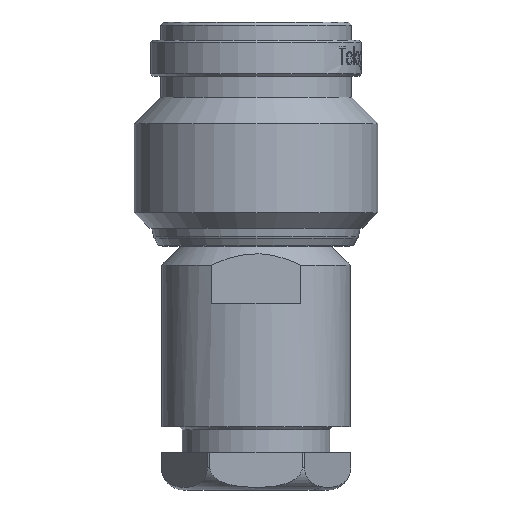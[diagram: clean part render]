
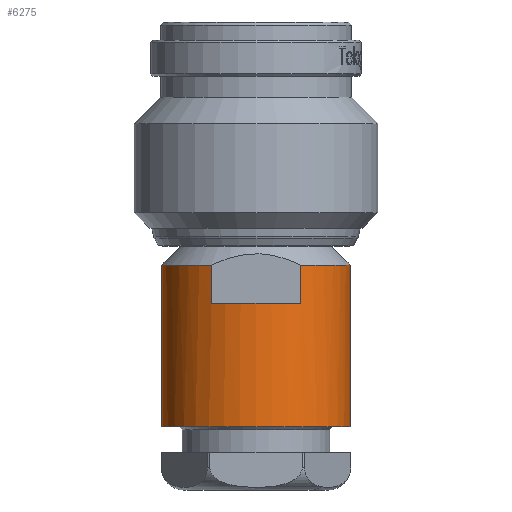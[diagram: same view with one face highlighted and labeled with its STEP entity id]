
A CAD part, front view. The second image highlights one B-rep face of the part: STEP entity #6275.
In plain terms, the highlighted cylindrical face has radius 6.25 mm (diameter 12.5 mm), a partial arc.
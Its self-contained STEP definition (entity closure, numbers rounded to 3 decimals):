
#188 = CARTESIAN_POINT ( 'NONE',  ( 0., 0., 0. ) ) ;
#377 = VECTOR ( 'NONE', #4727, 1000. ) ;
#423 = CARTESIAN_POINT ( 'NONE',  ( -6.25, 0., -26. ) ) ;
#506 = CARTESIAN_POINT ( 'NONE',  ( 0., 0., -15.25 ) ) ;
#779 = FACE_OUTER_BOUND ( 'NONE', #16859, .T. ) ;
#839 = ORIENTED_EDGE ( 'NONE', *, *, #8712, .T. ) ;
#904 = CARTESIAN_POINT ( 'NONE',  ( -2.969, -5.5, -15.25 ) ) ;
#1105 = DIRECTION ( 'NONE',  ( 0., 0., -1. ) ) ;
#1246 = EDGE_CURVE ( 'NONE', #13628, #3387, #18259, .T. ) ;
#1992 = DIRECTION ( 'NONE',  ( 1., 0., 0. ) ) ;
#2175 = AXIS2_PLACEMENT_3D ( 'NONE', #188, #4661, #12047 ) ;
#2563 = CIRCLE ( 'NONE', #8338, 6.25 ) ;
#3048 = VERTEX_POINT ( 'NONE', #9145 ) ;
#3089 = VECTOR ( 'NONE', #5852, 1000. ) ;
#3113 = CARTESIAN_POINT ( 'NONE',  ( 0., 0., -26. ) ) ;
#3387 = VERTEX_POINT ( 'NONE', #14266 ) ;
#3500 = VECTOR ( 'NONE', #15346, 1000. ) ;
#4045 = CARTESIAN_POINT ( 'NONE',  ( 6.25, 0., -26. ) ) ;
#4281 = AXIS2_PLACEMENT_3D ( 'NONE', #3113, #13383, #4587 ) ;
#4387 = EDGE_CURVE ( 'NONE', #3048, #10717, #12275, .T. ) ;
#4587 = DIRECTION ( 'NONE',  ( 1., 0., 0. ) ) ;
#4661 = DIRECTION ( 'NONE',  ( 0., 0., 1. ) ) ;
#4727 = DIRECTION ( 'NONE',  ( 0., 0., 1. ) ) ;
#4905 = VECTOR ( 'NONE', #9139, 1000. ) ;
#4907 = VERTEX_POINT ( 'NONE', #17701 ) ;
#5150 = AXIS2_PLACEMENT_3D ( 'NONE', #506, #10744, #1992 ) ;
#5409 = ORIENTED_EDGE ( 'NONE', *, *, #1246, .T. ) ;
#5852 = DIRECTION ( 'NONE',  ( 0., 0., -1. ) ) ;
#5928 = CIRCLE ( 'NONE', #4281, 6.25 ) ;
#5958 = CARTESIAN_POINT ( 'NONE',  ( 6.25, 0., 0. ) ) ;
#5984 = DIRECTION ( 'NONE',  ( 0., 0., 1. ) ) ;
#6275 = ADVANCED_FACE ( 'NONE', ( #779 ), #14562, .T. ) ;
#7019 = ORIENTED_EDGE ( 'NONE', *, *, #17184, .T. ) ;
#7696 = VERTEX_POINT ( 'NONE', #423 ) ;
#8002 = VERTEX_POINT ( 'NONE', #4045 ) ;
#8338 = AXIS2_PLACEMENT_3D ( 'NONE', #14769, #5984, #16232 ) ;
#8712 = EDGE_CURVE ( 'NONE', #8002, #10350, #15517, .T. ) ;
#9139 = DIRECTION ( 'NONE',  ( 0., 0., 1. ) ) ;
#9145 = CARTESIAN_POINT ( 'NONE',  ( -2.969, -5.5, -17.8 ) ) ;
#9309 = ORIENTED_EDGE ( 'NONE', *, *, #4387, .T. ) ;
#9839 = AXIS2_PLACEMENT_3D ( 'NONE', #9902, #1105, #11366 ) ;
#9902 = CARTESIAN_POINT ( 'NONE',  ( 0., 0., -17.8 ) ) ;
#10350 = VERTEX_POINT ( 'NONE', #13291 ) ;
#10717 = VERTEX_POINT ( 'NONE', #904 ) ;
#10744 = DIRECTION ( 'NONE',  ( 0., 0., 1. ) ) ;
#11366 = DIRECTION ( 'NONE',  ( -1., 0., 0. ) ) ;
#12047 = DIRECTION ( 'NONE',  ( 1., 0., 0. ) ) ;
#12275 = LINE ( 'NONE', #17946, #4905 ) ;
#13291 = CARTESIAN_POINT ( 'NONE',  ( 6.25, 0., -15.25 ) ) ;
#13383 = DIRECTION ( 'NONE',  ( 0., 0., 1. ) ) ;
#13434 = EDGE_CURVE ( 'NONE', #7696, #4907, #15218, .T. ) ;
#13628 = VERTEX_POINT ( 'NONE', #14331 ) ;
#13893 = CARTESIAN_POINT ( 'NONE',  ( -6.25, 0., 0. ) ) ;
#14266 = CARTESIAN_POINT ( 'NONE',  ( 2.969, -5.5, -17.8 ) ) ;
#14331 = CARTESIAN_POINT ( 'NONE',  ( 2.969, -5.5, -15.25 ) ) ;
#14562 = CYLINDRICAL_SURFACE ( 'NONE', #2175, 6.25 ) ;
#14769 = CARTESIAN_POINT ( 'NONE',  ( 0., 0., -15.25 ) ) ;
#14918 = EDGE_CURVE ( 'NONE', #4907, #10717, #2563, .T. ) ;
#15218 = LINE ( 'NONE', #13893, #3500 ) ;
#15346 = DIRECTION ( 'NONE',  ( 0., 0., 1. ) ) ;
#15517 = LINE ( 'NONE', #5958, #377 ) ;
#15731 = ORIENTED_EDGE ( 'NONE', *, *, #14918, .F. ) ;
#16191 = CIRCLE ( 'NONE', #5150, 6.25 ) ;
#16232 = DIRECTION ( 'NONE',  ( 1., 0., 0. ) ) ;
#16671 = ORIENTED_EDGE ( 'NONE', *, *, #16979, .T. ) ;
#16859 = EDGE_LOOP ( 'NONE', ( #17635, #16671, #839, #18076, #5409, #7019, #9309, #15731 ) ) ;
#16979 = EDGE_CURVE ( 'NONE', #7696, #8002, #5928, .T. ) ;
#17184 = EDGE_CURVE ( 'NONE', #3387, #3048, #18558, .T. ) ;
#17624 = EDGE_CURVE ( 'NONE', #13628, #10350, #16191, .T. ) ;
#17635 = ORIENTED_EDGE ( 'NONE', *, *, #13434, .F. ) ;
#17678 = CARTESIAN_POINT ( 'NONE',  ( 2.969, -5.5, 0. ) ) ;
#17701 = CARTESIAN_POINT ( 'NONE',  ( -6.25, 0., -15.25 ) ) ;
#17946 = CARTESIAN_POINT ( 'NONE',  ( -2.969, -5.5, 0. ) ) ;
#18076 = ORIENTED_EDGE ( 'NONE', *, *, #17624, .F. ) ;
#18259 = LINE ( 'NONE', #17678, #3089 ) ;
#18558 = CIRCLE ( 'NONE', #9839, 6.25 ) ;
